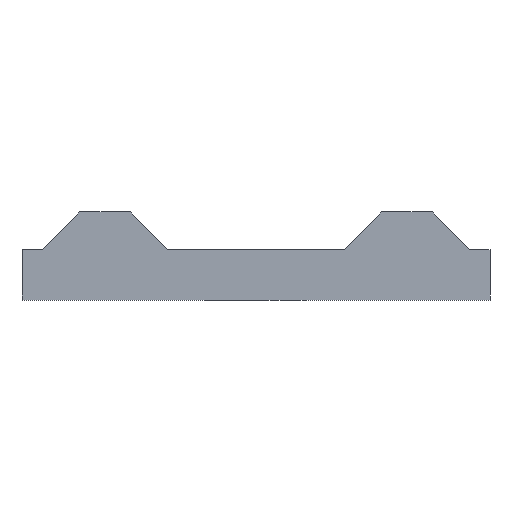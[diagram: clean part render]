
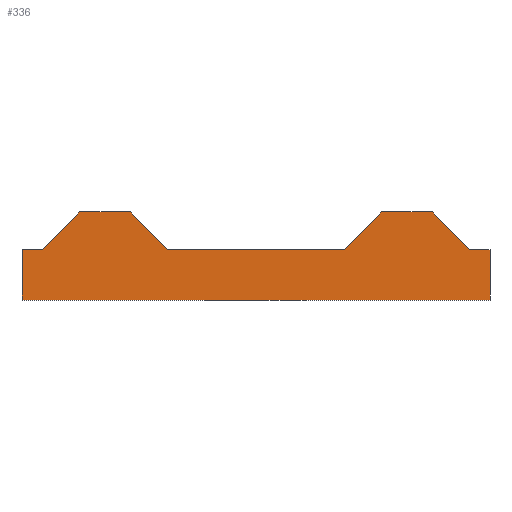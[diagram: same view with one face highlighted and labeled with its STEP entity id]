
A CAD part, front view. The second image highlights one B-rep face of the part: STEP entity #336.
In plain terms, the highlighted planar face has unit normal (0, -1, 0).
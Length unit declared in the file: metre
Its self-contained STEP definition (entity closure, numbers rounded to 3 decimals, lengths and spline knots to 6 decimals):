
#18=LINE('',#496,#54);
#22=LINE('',#505,#58);
#24=LINE('',#509,#60);
#25=LINE('',#512,#61);
#26=LINE('',#513,#62);
#27=LINE('',#515,#63);
#28=LINE('',#517,#64);
#29=LINE('',#518,#65);
#30=LINE('',#520,#66);
#31=LINE('',#522,#67);
#32=LINE('',#524,#68);
#33=LINE('',#526,#69);
#54=VECTOR('',#405,1.);
#58=VECTOR('',#411,1.);
#60=VECTOR('',#415,1.);
#61=VECTOR('',#416,1.);
#62=VECTOR('',#417,1.);
#63=VECTOR('',#418,1.);
#64=VECTOR('',#419,1.);
#65=VECTOR('',#420,1.);
#66=VECTOR('',#421,1.);
#67=VECTOR('',#422,1.);
#68=VECTOR('',#423,1.);
#69=VECTOR('',#424,1.);
#100=ORIENTED_EDGE('',*,*,#188,.F.);
#101=ORIENTED_EDGE('',*,*,#189,.F.);
#102=ORIENTED_EDGE('',*,*,#186,.T.);
#103=ORIENTED_EDGE('',*,*,#190,.F.);
#104=ORIENTED_EDGE('',*,*,#191,.T.);
#105=ORIENTED_EDGE('',*,*,#192,.F.);
#106=ORIENTED_EDGE('',*,*,#182,.T.);
#107=ORIENTED_EDGE('',*,*,#193,.T.);
#108=ORIENTED_EDGE('',*,*,#194,.T.);
#109=ORIENTED_EDGE('',*,*,#195,.T.);
#110=ORIENTED_EDGE('',*,*,#196,.T.);
#111=ORIENTED_EDGE('',*,*,#197,.T.);
#182=EDGE_CURVE('',#227,#226,#18,.T.);
#186=EDGE_CURVE('',#231,#230,#22,.T.);
#188=EDGE_CURVE('',#232,#233,#24,.T.);
#189=EDGE_CURVE('',#231,#232,#25,.T.);
#190=EDGE_CURVE('',#234,#230,#26,.T.);
#191=EDGE_CURVE('',#234,#235,#27,.T.);
#192=EDGE_CURVE('',#227,#235,#28,.T.);
#193=EDGE_CURVE('',#226,#236,#29,.T.);
#194=EDGE_CURVE('',#236,#237,#30,.T.);
#195=EDGE_CURVE('',#237,#238,#31,.T.);
#196=EDGE_CURVE('',#238,#239,#32,.T.);
#197=EDGE_CURVE('',#239,#233,#33,.T.);
#226=VERTEX_POINT('',#495);
#227=VERTEX_POINT('',#497);
#230=VERTEX_POINT('',#504);
#231=VERTEX_POINT('',#506);
#232=VERTEX_POINT('',#510);
#233=VERTEX_POINT('',#511);
#234=VERTEX_POINT('',#514);
#235=VERTEX_POINT('',#516);
#236=VERTEX_POINT('',#519);
#237=VERTEX_POINT('',#521);
#238=VERTEX_POINT('',#523);
#239=VERTEX_POINT('',#525);
#266=EDGE_LOOP('',(#100,#101,#102,#103,#104,#105,#106,#107,#108,#109,#110,
#111));
#296=FACE_BOUND('',#266,.T.);
#322=PLANE('',#371);
#336=ADVANCED_FACE('',(#296),#322,.T.);
#371=AXIS2_PLACEMENT_3D('',#508,#413,#414);
#405=DIRECTION('',(-1.,0.,0.));
#411=DIRECTION('',(-1.,0.,0.));
#413=DIRECTION('',(0.,-1.,0.));
#414=DIRECTION('',(0.,0.,-1.));
#415=DIRECTION('',(-1.,0.,0.));
#416=DIRECTION('',(0.,0.,-1.));
#417=DIRECTION('',(0.707,0.,-0.707));
#418=DIRECTION('',(-1.,0.,0.));
#419=DIRECTION('',(0.707,0.,0.707));
#420=DIRECTION('',(-0.707,0.,0.707));
#421=DIRECTION('',(-1.,0.,0.));
#422=DIRECTION('',(-0.707,0.,-0.707));
#423=DIRECTION('',(-1.,0.,0.));
#424=DIRECTION('',(0.,0.,-1.));
#495=CARTESIAN_POINT('',(-0.0035,-0.029,0.002));
#496=CARTESIAN_POINT('',(0.,-0.029,0.002));
#497=CARTESIAN_POINT('',(0.0035,-0.029,0.002));
#504=CARTESIAN_POINT('',(0.0085,-0.029,0.002));
#505=CARTESIAN_POINT('',(0.,-0.029,0.002));
#506=CARTESIAN_POINT('',(0.0093,-0.029,0.002));
#508=CARTESIAN_POINT('',(0.,-0.029,0.002));
#509=CARTESIAN_POINT('',(0.,-0.029,0.));
#510=CARTESIAN_POINT('',(0.0093,-0.029,0.));
#511=CARTESIAN_POINT('',(-0.0093,-0.029,0.));
#512=CARTESIAN_POINT('',(0.0093,-0.029,0.002));
#513=CARTESIAN_POINT('',(0.00775,-0.029,0.00275));
#514=CARTESIAN_POINT('',(0.007,-0.029,0.0035));
#515=CARTESIAN_POINT('',(0.006,-0.029,0.0035));
#516=CARTESIAN_POINT('',(0.005,-0.029,0.0035));
#517=CARTESIAN_POINT('',(0.00425,-0.029,0.00275));
#518=CARTESIAN_POINT('',(-0.00425,-0.029,0.00275));
#519=CARTESIAN_POINT('',(-0.005,-0.029,0.0035));
#520=CARTESIAN_POINT('',(-0.006,-0.029,0.0035));
#521=CARTESIAN_POINT('',(-0.007,-0.029,0.0035));
#522=CARTESIAN_POINT('',(-0.00775,-0.029,0.00275));
#523=CARTESIAN_POINT('',(-0.0085,-0.029,0.002));
#524=CARTESIAN_POINT('',(0.,-0.029,0.002));
#525=CARTESIAN_POINT('',(-0.0093,-0.029,0.002));
#526=CARTESIAN_POINT('',(-0.0093,-0.029,0.002));
